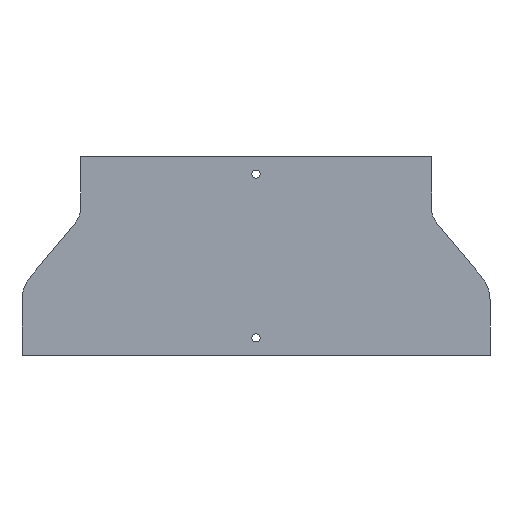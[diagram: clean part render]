
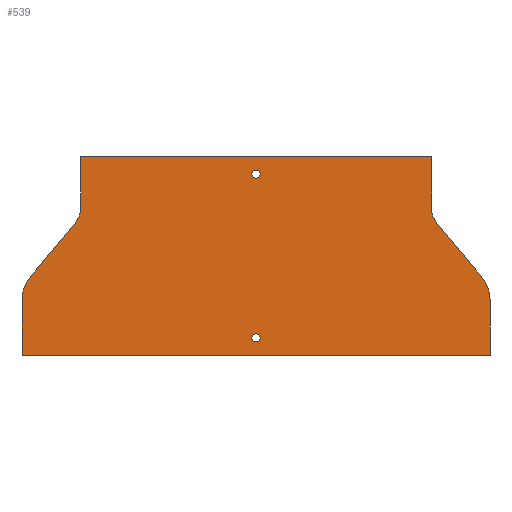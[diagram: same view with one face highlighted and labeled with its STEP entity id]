
A CAD part, front view. The second image highlights one B-rep face of the part: STEP entity #539.
In plain terms, the highlighted planar face has unit normal (0, -1, 0).
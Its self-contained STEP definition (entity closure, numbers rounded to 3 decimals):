
#10 = CIRCLE ( 'NONE', #484, 3.5 ) ;
#13 = CIRCLE ( 'NONE', #483, 3.5 ) ;
#16 = CIRCLE ( 'NONE', #481, 20. ) ;
#19 = VECTOR ( 'NONE', #743, 1000. ) ;
#21 = LINE ( 'NONE', #747, #19 ) ;
#26 = CIRCLE ( 'NONE', #479, 30. ) ;
#29 = VECTOR ( 'NONE', #729, 1000. ) ;
#31 = LINE ( 'NONE', #728, #29 ) ;
#47 = VECTOR ( 'NONE', #402, 1000. ) ;
#50 = LINE ( 'NONE', #401, #47 ) ;
#53 = VECTOR ( 'NONE', #388, 1000. ) ;
#55 = LINE ( 'NONE', #387, #53 ) ;
#78 = VECTOR ( 'NONE', #347, 1000. ) ;
#80 = LINE ( 'NONE', #346, #78 ) ;
#86 = VECTOR ( 'NONE', #345, 1000. ) ;
#89 = LINE ( 'NONE', #344, #86 ) ;
#92 = VECTOR ( 'NONE', #339, 1000. ) ;
#95 = LINE ( 'NONE', #338, #92 ) ;
#100 = CIRCLE ( 'NONE', #467, 20. ) ;
#110 = CIRCLE ( 'NONE', #465, 30. ) ;
#113 = VECTOR ( 'NONE', #305, 1000. ) ;
#117 = LINE ( 'NONE', #309, #113 ) ;
#195 = CARTESIAN_POINT ( 'NONE',  ( 193.047, 0., -103.035 ) ) ;
#200 = CARTESIAN_POINT ( 'NONE',  ( -150., 0., -44.139 ) ) ;
#221 = CARTESIAN_POINT ( 'NONE',  ( 200., 0., -122.241 ) ) ;
#224 = CARTESIAN_POINT ( 'NONE',  ( 150., 0., -44.139 ) ) ;
#226 = CARTESIAN_POINT ( 'NONE',  ( 150., 0., 0. ) ) ;
#227 = CARTESIAN_POINT ( 'NONE',  ( -150., 0., 0. ) ) ;
#252 = CARTESIAN_POINT ( 'NONE',  ( -193.047, 0., -103.035 ) ) ;
#254 = CARTESIAN_POINT ( 'NONE',  ( -154.636, 0., -56.942 ) ) ;
#259 = CARTESIAN_POINT ( 'NONE',  ( -200., 0., -122.241 ) ) ;
#262 = CARTESIAN_POINT ( 'NONE',  ( -200., 0., -170. ) ) ;
#269 = CARTESIAN_POINT ( 'NONE',  ( 200., 0., -170. ) ) ;
#274 = CARTESIAN_POINT ( 'NONE',  ( 154.636, 0., -56.942 ) ) ;
#305 = DIRECTION ( 'NONE',  ( 0.64, 0., -0.768 ) ) ;
#309 = CARTESIAN_POINT ( 'NONE',  ( 154.636, 0., -56.942 ) ) ;
#318 = CARTESIAN_POINT ( 'NONE',  ( 170., 0., -122.241 ) ) ;
#319 = DIRECTION ( 'NONE',  ( 0., 1., 0. ) ) ;
#320 = DIRECTION ( 'NONE',  ( 0., 0., -1. ) ) ;
#333 = CARTESIAN_POINT ( 'NONE',  ( 170., 0., -44.139 ) ) ;
#334 = DIRECTION ( 'NONE',  ( 0., -1., 0. ) ) ;
#335 = DIRECTION ( 'NONE',  ( 0., 0., -1. ) ) ;
#338 = CARTESIAN_POINT ( 'NONE',  ( -150., 0., 0. ) ) ;
#339 = DIRECTION ( 'NONE',  ( 1., 0., 0. ) ) ;
#344 = CARTESIAN_POINT ( 'NONE',  ( 150., 0., 0. ) ) ;
#345 = DIRECTION ( 'NONE',  ( 0., 0., -1. ) ) ;
#346 = CARTESIAN_POINT ( 'NONE',  ( -150., 0., 0. ) ) ;
#347 = DIRECTION ( 'NONE',  ( 0., 0., 1. ) ) ;
#387 = CARTESIAN_POINT ( 'NONE',  ( 200., 0., -122.241 ) ) ;
#388 = DIRECTION ( 'NONE',  ( 0., 0., -1. ) ) ;
#401 = CARTESIAN_POINT ( 'NONE',  ( -200., 0., -170. ) ) ;
#402 = DIRECTION ( 'NONE',  ( -1., 0., 0. ) ) ;
#440 = AXIS2_PLACEMENT_3D ( 'NONE', #1414, #1402, #1393 ) ;
#465 = AXIS2_PLACEMENT_3D ( 'NONE', #318, #319, #320 ) ;
#467 = AXIS2_PLACEMENT_3D ( 'NONE', #333, #334, #335 ) ;
#479 = AXIS2_PLACEMENT_3D ( 'NONE', #744, #745, #746 ) ;
#481 = AXIS2_PLACEMENT_3D ( 'NONE', #755, #756, #757 ) ;
#483 = AXIS2_PLACEMENT_3D ( 'NONE', #763, #764, #765 ) ;
#484 = AXIS2_PLACEMENT_3D ( 'NONE', #767, #768, #769 ) ;
#539 = ADVANCED_FACE ( 'NONE', ( #939, #930, #932 ), #1394, .F. ) ;
#599 = VERTEX_POINT ( 'NONE', #872 ) ;
#600 = VERTEX_POINT ( 'NONE', #864 ) ;
#728 = CARTESIAN_POINT ( 'NONE',  ( -200., 0., -122.241 ) ) ;
#729 = DIRECTION ( 'NONE',  ( 0., 0., 1. ) ) ;
#743 = DIRECTION ( 'NONE',  ( 0.64, 0., 0.768 ) ) ;
#744 = CARTESIAN_POINT ( 'NONE',  ( -170., 0., -122.241 ) ) ;
#745 = DIRECTION ( 'NONE',  ( 0., 1., 0. ) ) ;
#746 = DIRECTION ( 'NONE',  ( 0., 0., 1. ) ) ;
#747 = CARTESIAN_POINT ( 'NONE',  ( -154.636, 0., -56.942 ) ) ;
#755 = CARTESIAN_POINT ( 'NONE',  ( -170., 0., -44.139 ) ) ;
#756 = DIRECTION ( 'NONE',  ( 0., -1., 0. ) ) ;
#757 = DIRECTION ( 'NONE',  ( 0., 0., 1. ) ) ;
#763 = CARTESIAN_POINT ( 'NONE',  ( 0., 0., -155. ) ) ;
#764 = DIRECTION ( 'NONE',  ( 0., -1., 0. ) ) ;
#765 = DIRECTION ( 'NONE',  ( 0., 0., -1. ) ) ;
#767 = CARTESIAN_POINT ( 'NONE',  ( 0., 0., -15. ) ) ;
#768 = DIRECTION ( 'NONE',  ( 0., -1., 0. ) ) ;
#769 = DIRECTION ( 'NONE',  ( 0., 0., -1. ) ) ;
#864 = CARTESIAN_POINT ( 'NONE',  ( 0., 0., -18.5 ) ) ;
#872 = CARTESIAN_POINT ( 'NONE',  ( 0., 0., -158.5 ) ) ;
#930 = FACE_BOUND ( 'NONE', #1228, .T. ) ;
#932 = FACE_OUTER_BOUND ( 'NONE', #1219, .T. ) ;
#939 = FACE_BOUND ( 'NONE', #1241, .T. ) ;
#1110 = VERTEX_POINT ( 'NONE', #195 ) ;
#1113 = VERTEX_POINT ( 'NONE', #200 ) ;
#1144 = VERTEX_POINT ( 'NONE', #221 ) ;
#1147 = VERTEX_POINT ( 'NONE', #224 ) ;
#1150 = VERTEX_POINT ( 'NONE', #226 ) ;
#1151 = VERTEX_POINT ( 'NONE', #227 ) ;
#1176 = VERTEX_POINT ( 'NONE', #252 ) ;
#1178 = VERTEX_POINT ( 'NONE', #254 ) ;
#1183 = VERTEX_POINT ( 'NONE', #259 ) ;
#1186 = VERTEX_POINT ( 'NONE', #262 ) ;
#1193 = VERTEX_POINT ( 'NONE', #269 ) ;
#1198 = VERTEX_POINT ( 'NONE', #274 ) ;
#1219 = EDGE_LOOP ( 'NONE', ( #1374, #1373, #1372, #1371, #1370, #1369, #1368, #1367, #1366, #1365, #1364, #1363 ) ) ;
#1228 = EDGE_LOOP ( 'NONE', ( #1375 ) ) ;
#1241 = EDGE_LOOP ( 'NONE', ( #1376 ) ) ;
#1363 = ORIENTED_EDGE ( 'NONE', *, *, #1492, .F. ) ;
#1364 = ORIENTED_EDGE ( 'NONE', *, *, #1495, .F. ) ;
#1365 = ORIENTED_EDGE ( 'NONE', *, *, #1498, .F. ) ;
#1366 = ORIENTED_EDGE ( 'NONE', *, *, #1460, .F. ) ;
#1367 = ORIENTED_EDGE ( 'NONE', *, *, #1452, .F. ) ;
#1368 = ORIENTED_EDGE ( 'NONE', *, *, #1455, .F. ) ;
#1369 = ORIENTED_EDGE ( 'NONE', *, *, #1449, .F. ) ;
#1370 = ORIENTED_EDGE ( 'NONE', *, *, #1440, .F. ) ;
#1371 = ORIENTED_EDGE ( 'NONE', *, *, #1443, .F. ) ;
#1372 = ORIENTED_EDGE ( 'NONE', *, *, #1476, .F. ) ;
#1373 = ORIENTED_EDGE ( 'NONE', *, *, #1479, .F. ) ;
#1374 = ORIENTED_EDGE ( 'NONE', *, *, #1489, .F. ) ;
#1375 = ORIENTED_EDGE ( 'NONE', *, *, #1501, .F. ) ;
#1376 = ORIENTED_EDGE ( 'NONE', *, *, #1500, .F. ) ;
#1393 = DIRECTION ( 'NONE',  ( 0., 0., 1. ) ) ;
#1394 = PLANE ( 'NONE',  #440 ) ;
#1402 = DIRECTION ( 'NONE',  ( 0., 1., 0. ) ) ;
#1414 = CARTESIAN_POINT ( 'NONE',  ( -170., 0., -44.139 ) ) ;
#1440 = EDGE_CURVE ( 'NONE', #1198, #1110, #117, .T. ) ;
#1443 = EDGE_CURVE ( 'NONE', #1110, #1144, #110, .T. ) ;
#1449 = EDGE_CURVE ( 'NONE', #1147, #1198, #100, .T. ) ;
#1452 = EDGE_CURVE ( 'NONE', #1151, #1150, #95, .T. ) ;
#1455 = EDGE_CURVE ( 'NONE', #1150, #1147, #89, .T. ) ;
#1460 = EDGE_CURVE ( 'NONE', #1113, #1151, #80, .T. ) ;
#1476 = EDGE_CURVE ( 'NONE', #1144, #1193, #55, .T. ) ;
#1479 = EDGE_CURVE ( 'NONE', #1193, #1186, #50, .T. ) ;
#1489 = EDGE_CURVE ( 'NONE', #1186, #1183, #31, .T. ) ;
#1492 = EDGE_CURVE ( 'NONE', #1183, #1176, #26, .T. ) ;
#1495 = EDGE_CURVE ( 'NONE', #1176, #1178, #21, .T. ) ;
#1498 = EDGE_CURVE ( 'NONE', #1178, #1113, #16, .T. ) ;
#1500 = EDGE_CURVE ( 'NONE', #599, #599, #13, .T. ) ;
#1501 = EDGE_CURVE ( 'NONE', #600, #600, #10, .T. ) ;
